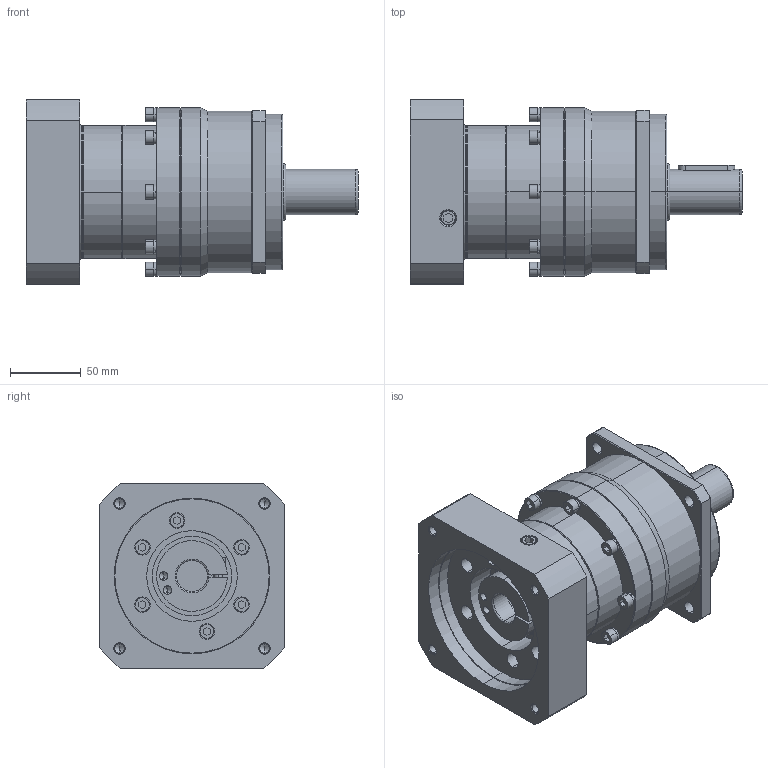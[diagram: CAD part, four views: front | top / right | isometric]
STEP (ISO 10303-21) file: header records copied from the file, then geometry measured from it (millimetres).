
FILE_DESCRIPTION (( 'STEP AP203' ), '1' );
FILE_NAME ('PEH115-L2-22-110-145-M8-A32.STEP', '2024-03-27T09:13:16', ( '' ), ( '' ), 'SwSTEP 2.0', 'SolidWorks 2018', '' );
FILE_SCHEMA (( 'CONFIG_CONTROL_DESIGN' ));
Length unit declared in the file: millimetre
Products named in the file (1): PEH115-L2-22-110-145-M8-A32
Bounding box: 234.5 x 130 x 130 mm (x, y, z)
Volume: 1760272 mm3; surface area: 224842.9 mm2
Topology: 32 solids, 32 shells, 596 faces, 1334 edges, 835 vertices
Faces by surface type: plane 252, cylinder 213, cone 84, torus 44, bspline 3
Entity records: 18420 total; most frequent: CARTESIAN_POINT 4835, DIRECTION 2994, ORIENTED_EDGE 2640, EDGE_CURVE 1320, AXIS2_PLACEMENT_3D 1166, VERTEX_POINT 835, EDGE_LOOP 681, VECTOR 662
